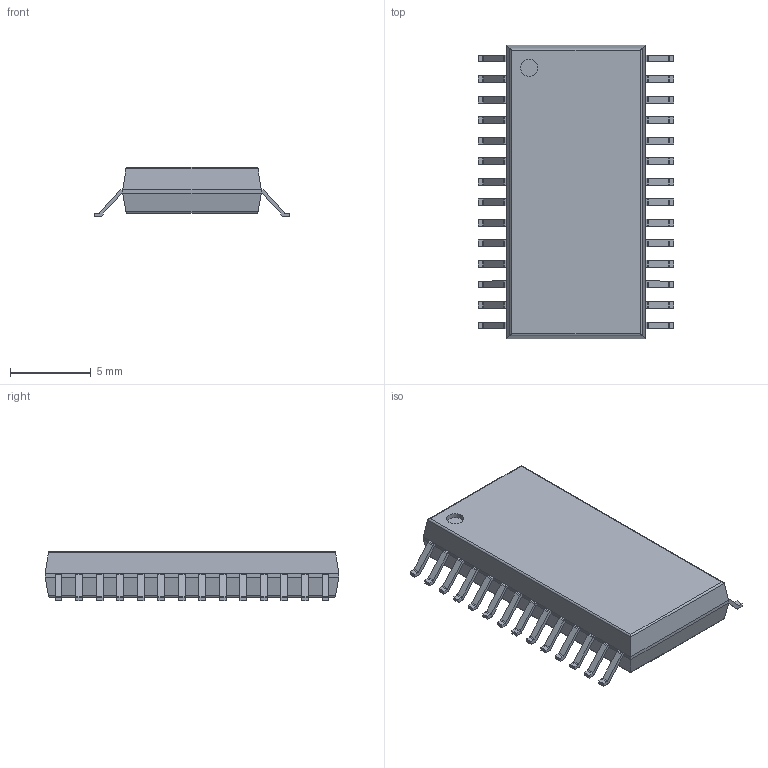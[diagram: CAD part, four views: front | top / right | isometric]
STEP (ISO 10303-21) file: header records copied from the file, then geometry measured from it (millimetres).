
FILE_DESCRIPTION(('FreeCAD Model'),'2;1');
FILE_NAME('280861.1.1.stp','2020-04-08T06:55:39',( 'Author'),(''),'Open CASCADE STEP processor 6.9','FreeCAD','Unknown' );
FILE_SCHEMA(('AUTOMOTIVE_DESIGN { 1 0 10303 214 1 1 1 1 }'));
Length unit declared in the file: millimetre
Products named in the file (3): ASSEMBLY; Body; PinsArrayLR
Assembly tree (2 placements, depth 2):
  ASSEMBLY
    Body
    PinsArrayLR
Bounding box: 12.1 x 18.16 x 3.05 mm (x, y, z)
Volume: 434 mm3; surface area: 529.3 mm2
Topology: 29 solids, 29 shells, 388 faces, 971 edges, 642 vertices
Faces by surface type: plane 295, cylinder 93
Full cylindrical faces by diameter (mm): 1.071 x1
Entity records: 24651 total; most frequent: CARTESIAN_POINT 4638, DIRECTION 3713, LINE 2489, VECTOR 2489, ORIENTED_EDGE 1942, PCURVE 1942, DEFINITIONAL_REPRESENTATION 1942, EDGE_CURVE 971
